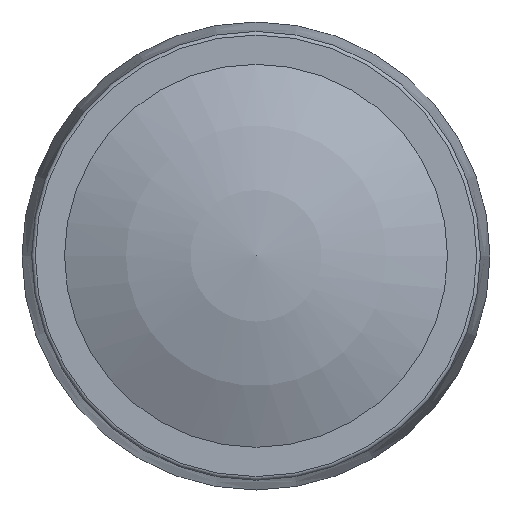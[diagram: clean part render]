
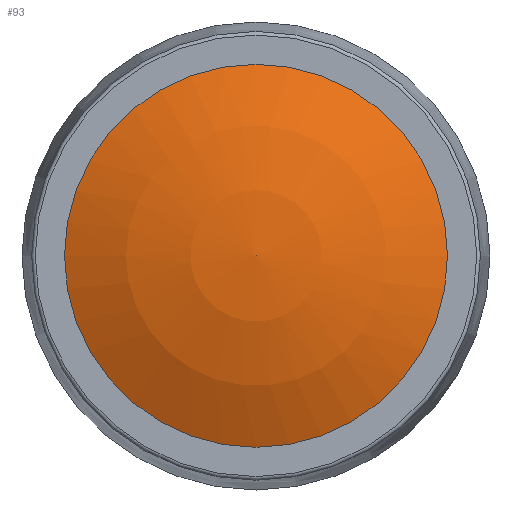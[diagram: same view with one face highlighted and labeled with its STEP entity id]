
A CAD part, top view. The second image highlights one B-rep face of the part: STEP entity #93.
In plain terms, the highlighted spherical face has radius 30 mm.
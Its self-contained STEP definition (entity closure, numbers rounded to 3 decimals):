
#93 = ADVANCED_FACE( '', ( #244 ), #245, .T. );
#244 = FACE_OUTER_BOUND( '', #509, .T. );
#245 = SPHERICAL_SURFACE( '', #510, 30. );
#509 = EDGE_LOOP( '', ( #772 ) );
#510 = AXIS2_PLACEMENT_3D( '', #773, #774, #775 );
#772 = ORIENTED_EDGE( '', *, *, #1174, .T. );
#773 = CARTESIAN_POINT( '', ( 0., 0., -2. ) );
#774 = DIRECTION( '', ( 0., 0., 1. ) );
#775 = DIRECTION( '', ( 0., 1., 0. ) );
#1174 = EDGE_CURVE( '', #1317, #1317, #1318, .T. );
#1317 = VERTEX_POINT( '', #1524 );
#1318 = CIRCLE( '', #1525, 13.077 );
#1524 = CARTESIAN_POINT( '', ( 13.077, 0., 25. ) );
#1525 = AXIS2_PLACEMENT_3D( '', #1870, #1871, #1872 );
#1870 = CARTESIAN_POINT( '', ( 0., 0., 25. ) );
#1871 = DIRECTION( '', ( 0., 0., 1. ) );
#1872 = DIRECTION( '', ( 1., 0., 0. ) );
